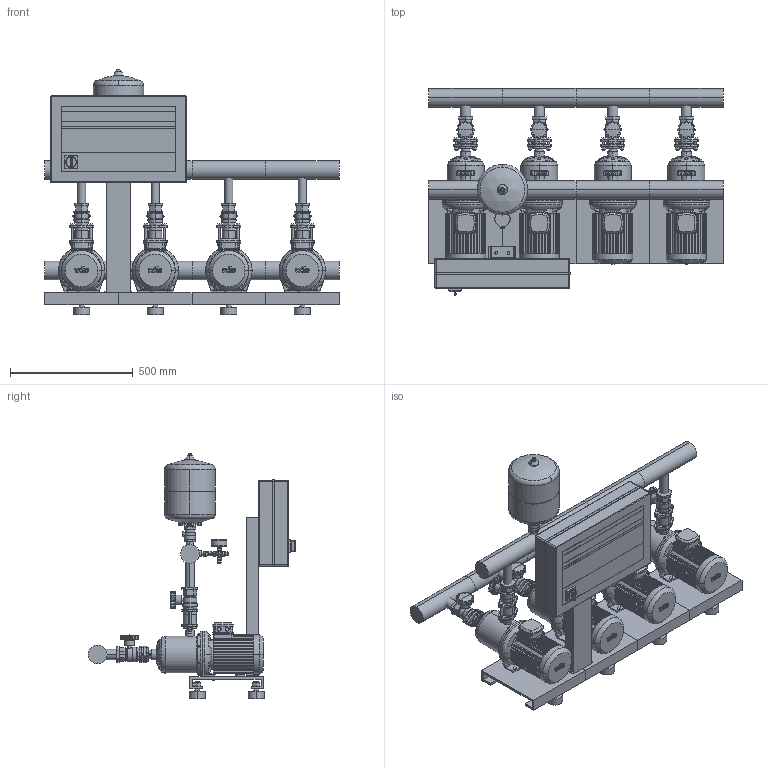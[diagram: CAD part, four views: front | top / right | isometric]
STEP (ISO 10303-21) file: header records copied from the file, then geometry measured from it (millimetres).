
FILE_DESCRIPTION((''),'2;1');
FILE_NAME('3d_CO-4MHI404N_ER-EB-2534340.stp','2016-08-24T08:03:12',(''),(''),'Mechanical Desktop 2009','Mechanical Desktop 2009',', , ');
FILE_SCHEMA(('CONFIG_CONTROL_DESIGN'));
Length unit declared in the file: millimetre
Products named in the file (1): Product
Bounding box: 1200 x 845 x 1000 mm (x, y, z)
Volume: 89304465.3 mm3; surface area: 6330068.9 mm2
Topology: 142 solids, 142 shells, 4372 faces, 10773 edges, 6973 vertices
Faces by surface type: plane 1777, cylinder 1375, bspline 867, cone 227, torus 120, sphere 6
Entity records: 141067 total; most frequent: CARTESIAN_POINT 38321, ORIENTED_EDGE 21506, DIRECTION 20918, EDGE_CURVE 10753, AXIS2_PLACEMENT_3D 7395, VERTEX_POINT 6969, VECTOR 6128, LINE 6128
